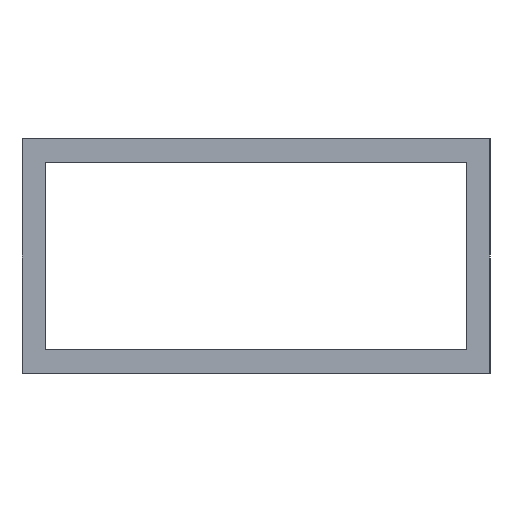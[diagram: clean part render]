
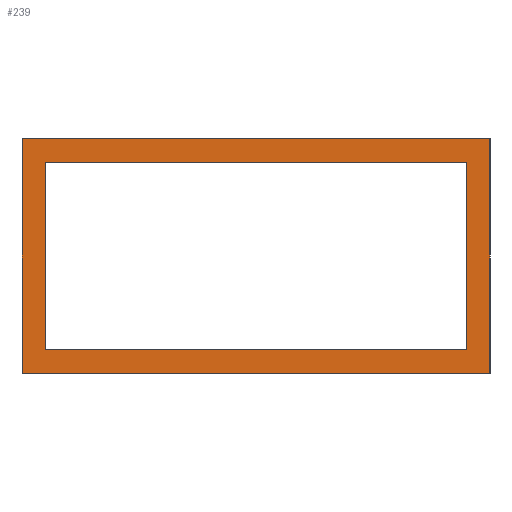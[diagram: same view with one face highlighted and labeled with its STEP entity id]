
A CAD part, front view. The second image highlights one B-rep face of the part: STEP entity #239.
In plain terms, the highlighted planar face has unit normal (0, -1, 0).
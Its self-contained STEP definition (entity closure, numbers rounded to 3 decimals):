
#19 = ORIENTED_EDGE ( 'NONE', *, *, #1316, .T. ) ;
#27 = ORIENTED_EDGE ( 'NONE', *, *, #1373, .F. ) ;
#35 = ORIENTED_EDGE ( 'NONE', *, *, #1375, .F. ) ;
#42 = CARTESIAN_POINT ( 'NONE',  ( 0., 95., -10. ) ) ;
#55 = VECTOR ( 'NONE', #414, 1000. ) ;
#57 = VECTOR ( 'NONE', #364, 1000. ) ;
#148 = DIRECTION ( 'NONE',  ( 0., 0., -1. ) ) ;
#163 = LINE ( 'NONE', #1252, #786 ) ;
#239 = ADVANCED_FACE ( 'NONE', ( #2129, #2002 ), #330, .F. ) ;
#305 = VERTEX_POINT ( 'NONE', #1225 ) ;
#330 = PLANE ( 'NONE',  #1076 ) ;
#355 = DIRECTION ( 'NONE',  ( 0., 0., 1. ) ) ;
#364 = DIRECTION ( 'NONE',  ( 1., 0., 0. ) ) ;
#371 = DIRECTION ( 'NONE',  ( 0., 0., -1. ) ) ;
#414 = DIRECTION ( 'NONE',  ( 1., 0., 0. ) ) ;
#467 = VECTOR ( 'NONE', #2258, 1000. ) ;
#468 = VERTEX_POINT ( 'NONE', #689 ) ;
#474 = VECTOR ( 'NONE', #371, 1000. ) ;
#475 = CARTESIAN_POINT ( 'NONE',  ( -158., 95., 8. ) ) ;
#503 = CARTESIAN_POINT ( 'NONE',  ( 0., 95., 10. ) ) ;
#505 = VERTEX_POINT ( 'NONE', #2256 ) ;
#579 = DIRECTION ( 'NONE',  ( 0., 0., -1. ) ) ;
#586 = LINE ( 'NONE', #42, #2203 ) ;
#598 = ORIENTED_EDGE ( 'NONE', *, *, #1676, .T. ) ;
#635 = LINE ( 'NONE', #1152, #55 ) ;
#689 = CARTESIAN_POINT ( 'NONE',  ( -122., 95., 8. ) ) ;
#725 = VERTEX_POINT ( 'NONE', #998 ) ;
#750 = CARTESIAN_POINT ( 'NONE',  ( -122., 95., -8. ) ) ;
#786 = VECTOR ( 'NONE', #148, 1000. ) ;
#818 = EDGE_CURVE ( 'NONE', #505, #725, #163, .T. ) ;
#940 = LINE ( 'NONE', #1669, #1791 ) ;
#961 = VERTEX_POINT ( 'NONE', #1108 ) ;
#998 = CARTESIAN_POINT ( 'NONE',  ( -160., 95., -10. ) ) ;
#1012 = VECTOR ( 'NONE', #579, 1000. ) ;
#1059 = EDGE_CURVE ( 'NONE', #1590, #961, #2022, .T. ) ;
#1064 = CARTESIAN_POINT ( 'NONE',  ( 0., 95., 8. ) ) ;
#1076 = AXIS2_PLACEMENT_3D ( 'NONE', #503, #2150, #355 ) ;
#1108 = CARTESIAN_POINT ( 'NONE',  ( -120., 95., -10. ) ) ;
#1152 = CARTESIAN_POINT ( 'NONE',  ( 0., 95., 10. ) ) ;
#1186 = CARTESIAN_POINT ( 'NONE',  ( -158., 95., 10. ) ) ;
#1214 = ORIENTED_EDGE ( 'NONE', *, *, #1416, .T. ) ;
#1225 = CARTESIAN_POINT ( 'NONE',  ( -158., 95., -8. ) ) ;
#1252 = CARTESIAN_POINT ( 'NONE',  ( -160., 95., 10. ) ) ;
#1316 = EDGE_CURVE ( 'NONE', #468, #2283, #2202, .T. ) ;
#1373 = EDGE_CURVE ( 'NONE', #1526, #305, #2235, .T. ) ;
#1375 = EDGE_CURVE ( 'NONE', #505, #1590, #635, .T. ) ;
#1416 = EDGE_CURVE ( 'NONE', #725, #961, #586, .T. ) ;
#1437 = ORIENTED_EDGE ( 'NONE', *, *, #818, .T. ) ;
#1440 = LINE ( 'NONE', #1064, #57 ) ;
#1483 = CARTESIAN_POINT ( 'NONE',  ( -122., 95., 10. ) ) ;
#1526 = VERTEX_POINT ( 'NONE', #475 ) ;
#1531 = DIRECTION ( 'NONE',  ( 1., 0., 0. ) ) ;
#1590 = VERTEX_POINT ( 'NONE', #1786 ) ;
#1651 = ORIENTED_EDGE ( 'NONE', *, *, #2344, .F. ) ;
#1669 = CARTESIAN_POINT ( 'NONE',  ( 0., 95., -8. ) ) ;
#1676 = EDGE_CURVE ( 'NONE', #1526, #468, #1440, .T. ) ;
#1786 = CARTESIAN_POINT ( 'NONE',  ( -120., 95., 10. ) ) ;
#1791 = VECTOR ( 'NONE', #2180, 1000. ) ;
#1821 = ORIENTED_EDGE ( 'NONE', *, *, #1059, .F. ) ;
#1873 = EDGE_LOOP ( 'NONE', ( #1214, #1821, #35, #1437 ) ) ;
#2002 = FACE_BOUND ( 'NONE', #2220, .T. ) ;
#2022 = LINE ( 'NONE', #2252, #474 ) ;
#2129 = FACE_OUTER_BOUND ( 'NONE', #1873, .T. ) ;
#2150 = DIRECTION ( 'NONE',  ( 0., 1., 0. ) ) ;
#2180 = DIRECTION ( 'NONE',  ( 1., 0., 0. ) ) ;
#2202 = LINE ( 'NONE', #1483, #1012 ) ;
#2203 = VECTOR ( 'NONE', #1531, 1000. ) ;
#2220 = EDGE_LOOP ( 'NONE', ( #1651, #27, #598, #19 ) ) ;
#2235 = LINE ( 'NONE', #1186, #467 ) ;
#2252 = CARTESIAN_POINT ( 'NONE',  ( -120., 95., 10. ) ) ;
#2256 = CARTESIAN_POINT ( 'NONE',  ( -160., 95., 10. ) ) ;
#2258 = DIRECTION ( 'NONE',  ( 0., 0., -1. ) ) ;
#2283 = VERTEX_POINT ( 'NONE', #750 ) ;
#2344 = EDGE_CURVE ( 'NONE', #305, #2283, #940, .T. ) ;
